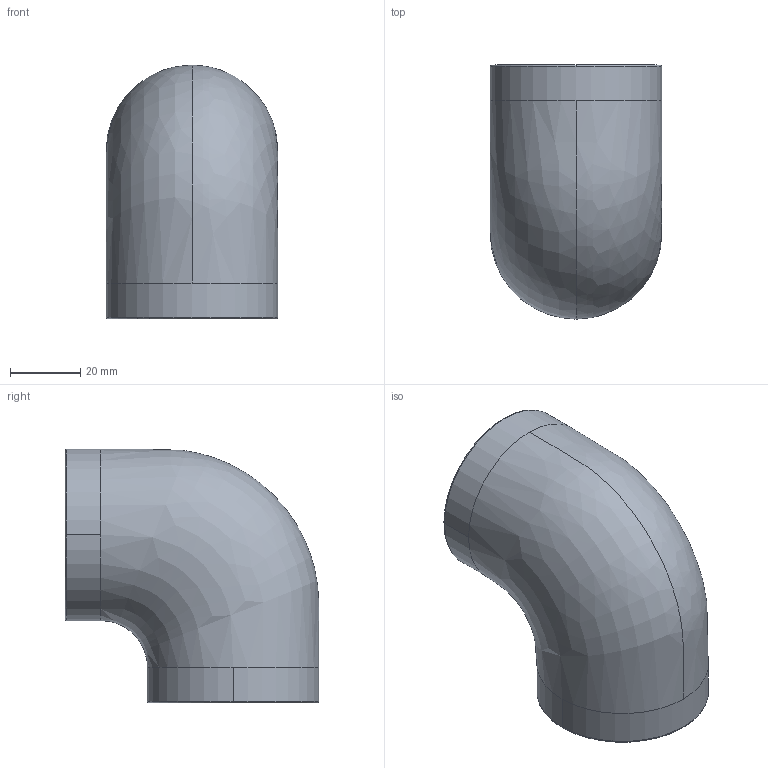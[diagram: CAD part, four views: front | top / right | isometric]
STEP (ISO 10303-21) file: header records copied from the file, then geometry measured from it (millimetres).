
FILE_DESCRIPTION(('STEP AP214'),'1');
FILE_NAME('gic040.stp','2018-05-15T07:37:49',('TraceParts'),('TraceParts S.A.'),'Spatial InterOp 3D',' ',' ');
FILE_SCHEMA(('automotive_design'));
Length unit declared in the file: millimetre
Products named in the file (1): gic040
Bounding box: 49 x 72.5 x 72.5 mm (x, y, z)
Volume: 58703.9 mm3; surface area: 26026.7 mm2
Topology: 1 solids, 1 shells, 23 faces, 53 edges, 34 vertices
Faces by surface type: cylinder 8, bspline 7, torus 4, plane 4
Entity records: 2068 total; most frequent: CARTESIAN_POINT 1337, DIRECTION 112, ORIENTED_EDGE 106, EDGE_CURVE 53, AXIS2_PLACEMENT_3D 51, VERTEX_POINT 34, CIRCLE 34, EDGE_LOOP 27
